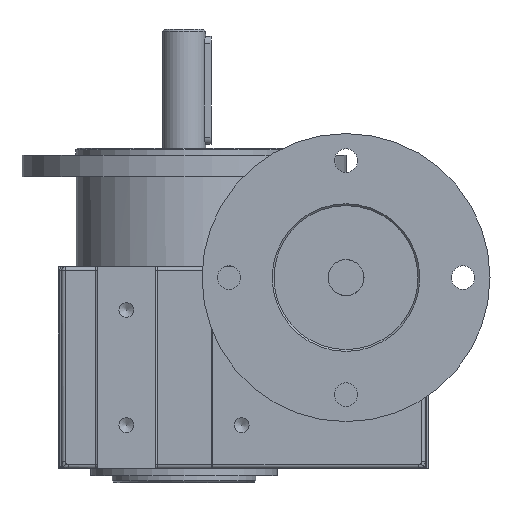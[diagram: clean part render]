
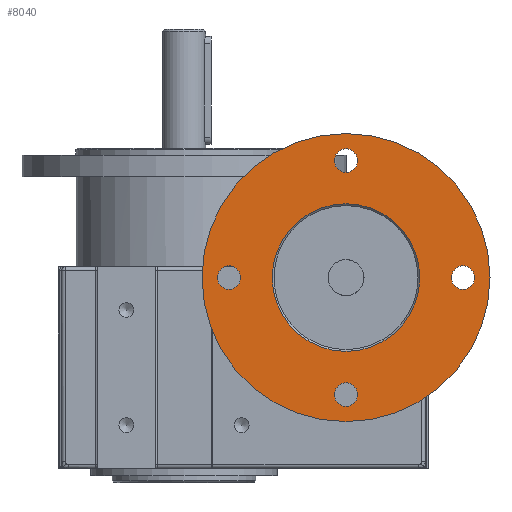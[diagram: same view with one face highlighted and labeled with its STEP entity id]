
A CAD part, left-side view. The second image highlights one B-rep face of the part: STEP entity #8040.
In plain terms, the highlighted planar face has unit normal (-1, 0, 0).
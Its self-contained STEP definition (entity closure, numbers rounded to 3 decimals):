
#7616=CARTESIAN_POINT('',(0.,40.0,0.0));
#7617=VERTEX_POINT('',#7616);
#7618=CARTESIAN_POINT('',(0.,0.0,0.0));
#7619=DIRECTION('',(1.0,0.0,0.0));
#7620=DIRECTION('',(0.0,1.0,0.0));
#7621=AXIS2_PLACEMENT_3D('',#7618,#7619,#7620);
#7622=CIRCLE('',#7621,40.0);
#7623=EDGE_CURVE('',#7617,#7617,#7622,.T.);
#7953=CARTESIAN_POINT('',(0.,20.5,0.));
#7954=VERTEX_POINT('',#7953);
#7955=CARTESIAN_POINT('',(0.,0.0,0.0));
#7956=DIRECTION('',(-1.0,0.0,0.0));
#7957=DIRECTION('',(0.0,-1.0,0.0));
#7958=AXIS2_PLACEMENT_3D('',#7955,#7956,#7957);
#7959=CIRCLE('',#7958,20.5);
#7960=EDGE_CURVE('',#7954,#7954,#7959,.T.);
#7985=CARTESIAN_POINT('',(0.,30.0,0.0));
#7986=DIRECTION('',(-1.0,0.0,0.0));
#7987=DIRECTION('',(0.0,0.0,1.0));
#7988=AXIS2_PLACEMENT_3D('',#7985,#7986,#7987);
#7989=PLANE('',#7988);
#7990=ORIENTED_EDGE('',*,*,#7623,.F.);
#7991=EDGE_LOOP('',(#7990));
#7992=FACE_OUTER_BOUND('',#7991,.T.);
#7993=CARTESIAN_POINT('',(0.0,-32.5,3.25));
#7994=VERTEX_POINT('',#7993);
#7995=CARTESIAN_POINT('',(0.0,-32.5,0.));
#7996=DIRECTION('',(1.0,0.0,0.0));
#7997=DIRECTION('',(0.0,0.0,-1.0));
#7998=AXIS2_PLACEMENT_3D('',#7995,#7996,#7997);
#7999=CIRCLE('',#7998,3.25);
#8000=EDGE_CURVE('',#7994,#7994,#7999,.T.);
#8001=ORIENTED_EDGE('',*,*,#8000,.T.);
#8002=EDGE_LOOP('',(#8001));
#8003=FACE_BOUND('',#8002,.T.);
#8004=CARTESIAN_POINT('',(0.0,0.,35.75));
#8005=VERTEX_POINT('',#8004);
#8006=CARTESIAN_POINT('',(0.0,0.,32.5));
#8007=DIRECTION('',(1.0,0.0,0.0));
#8008=DIRECTION('',(0.0,0.0,-1.0));
#8009=AXIS2_PLACEMENT_3D('',#8006,#8007,#8008);
#8010=CIRCLE('',#8009,3.25);
#8011=EDGE_CURVE('',#8005,#8005,#8010,.T.);
#8012=ORIENTED_EDGE('',*,*,#8011,.T.);
#8013=EDGE_LOOP('',(#8012));
#8014=FACE_BOUND('',#8013,.T.);
#8015=CARTESIAN_POINT('',(0.0,0.,-29.25));
#8016=VERTEX_POINT('',#8015);
#8017=CARTESIAN_POINT('',(0.0,0.,-32.5));
#8018=DIRECTION('',(1.0,0.0,0.0));
#8019=DIRECTION('',(0.0,0.0,-1.0));
#8020=AXIS2_PLACEMENT_3D('',#8017,#8018,#8019);
#8021=CIRCLE('',#8020,3.25);
#8022=EDGE_CURVE('',#8016,#8016,#8021,.T.);
#8023=ORIENTED_EDGE('',*,*,#8022,.T.);
#8024=EDGE_LOOP('',(#8023));
#8025=FACE_BOUND('',#8024,.T.);
#8026=CARTESIAN_POINT('',(0.0,32.5,3.25));
#8027=VERTEX_POINT('',#8026);
#8028=CARTESIAN_POINT('',(0.0,32.5,0.));
#8029=DIRECTION('',(1.0,0.0,0.0));
#8030=DIRECTION('',(0.0,0.0,-1.0));
#8031=AXIS2_PLACEMENT_3D('',#8028,#8029,#8030);
#8032=CIRCLE('',#8031,3.25);
#8033=EDGE_CURVE('',#8027,#8027,#8032,.T.);
#8034=ORIENTED_EDGE('',*,*,#8033,.T.);
#8035=EDGE_LOOP('',(#8034));
#8036=FACE_BOUND('',#8035,.T.);
#8037=ORIENTED_EDGE('',*,*,#7960,.F.);
#8038=EDGE_LOOP('',(#8037));
#8039=FACE_BOUND('',#8038,.T.);
#8040=ADVANCED_FACE('',(#7992,#8003,#8014,#8025,#8036,#8039),#7989,.T.);
